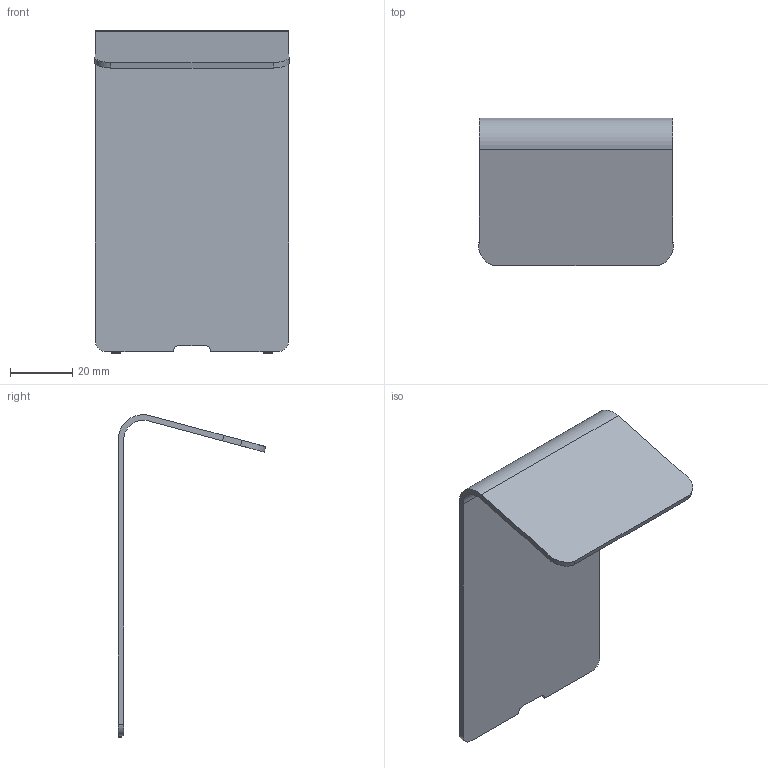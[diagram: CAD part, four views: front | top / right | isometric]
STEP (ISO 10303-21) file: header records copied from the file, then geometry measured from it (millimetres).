
FILE_DESCRIPTION (( 'STEP AP203' ), '1' );
FILE_NAME ('cap.STEP', '2025-09-25T09:59:14', ( '' ), ( '' ), 'SwSTEP 2.0', 'SolidWorks 2023', '' );
FILE_SCHEMA (( 'CONFIG_CONTROL_DESIGN' ));
Length unit declared in the file: millimetre
Products named in the file (1): cap
Bounding box: 62.61 x 47.57 x 103.9 mm (x, y, z)
Volume: 16445.9 mm3; surface area: 18999.5 mm2
Topology: 1 solids, 1 shells, 49 faces, 131 edges, 84 vertices
Faces by surface type: cylinder 20, plane 15, torus 8, bspline 4, cone 2
Entity records: 1716 total; most frequent: CARTESIAN_POINT 377, DIRECTION 285, ORIENTED_EDGE 262, EDGE_CURVE 131, AXIS2_PLACEMENT_3D 112, VERTEX_POINT 84, CIRCLE 66, VECTOR 61
